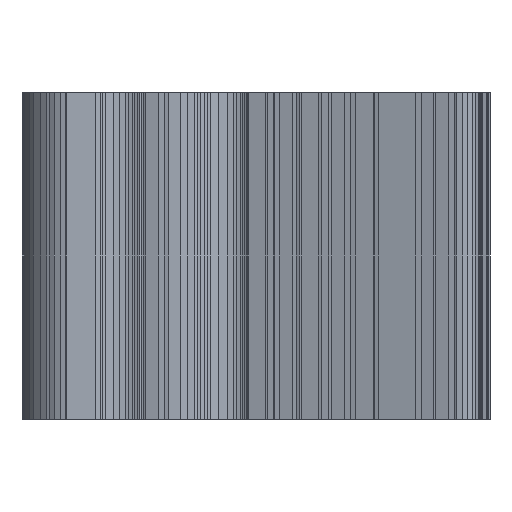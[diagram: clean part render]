
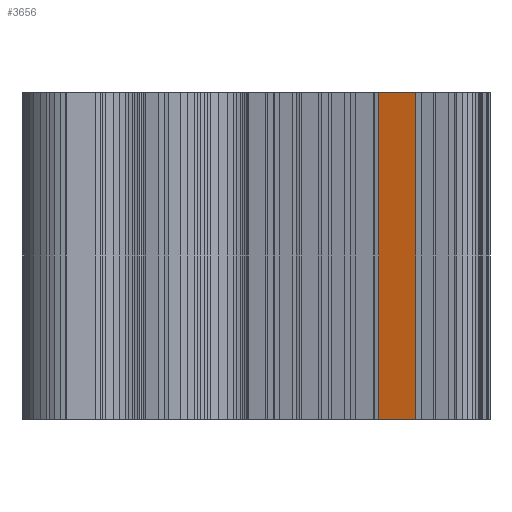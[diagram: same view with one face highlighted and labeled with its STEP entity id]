
A CAD part, left-side view. The second image highlights one B-rep face of the part: STEP entity #3656.
In plain terms, the highlighted planar face has unit normal (-0.958, 0.286, 0).
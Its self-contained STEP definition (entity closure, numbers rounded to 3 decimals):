
#3656=ADVANCED_FACE('',(#7696),#7697,.T.);
#7696=FACE_OUTER_BOUND('',#12129,.T.);
#7697=PLANE('',#12130);
#12129=EDGE_LOOP('',(#21956,#21957,#21958,#21959));
#12130=AXIS2_PLACEMENT_3D('',#21960,#21961,#21962);
#21956=ORIENTED_EDGE('',*,*,#32336,.T.);
#21957=ORIENTED_EDGE('',*,*,#32337,.F.);
#21958=ORIENTED_EDGE('',*,*,#32338,.T.);
#21959=ORIENTED_EDGE('',*,*,#32333,.T.);
#21960=CARTESIAN_POINT('',(-0.394,-0.086,0.0));
#21961=DIRECTION('',(-0.958,0.286,0.0));
#21962=DIRECTION('',(-0.286,-0.958,0.0));
#32333=EDGE_CURVE('',#40373,#40371,#40374,.T.);
#32336=EDGE_CURVE('',#40371,#40377,#40378,.T.);
#32337=EDGE_CURVE('',#40379,#40377,#40380,.T.);
#32338=EDGE_CURVE('',#40379,#40373,#40381,.T.);
#40371=VERTEX_POINT('',#52426);
#40373=VERTEX_POINT('',#52429);
#40374=LINE('',#52430,#52431);
#40377=VERTEX_POINT('',#52435);
#40378=LINE('',#52436,#52437);
#40379=VERTEX_POINT('',#52438);
#40380=LINE('',#52439,#52440);
#40381=LINE('',#52441,#52442);
#52426=CARTESIAN_POINT('',(-0.398,-0.098,0.2));
#52429=CARTESIAN_POINT('',(-0.398,-0.098,0.0));
#52430=CARTESIAN_POINT('',(-0.398,-0.098,0.0));
#52431=VECTOR('',#59173,1.0);
#52435=CARTESIAN_POINT('',(-0.391,-0.075,0.2));
#52436=CARTESIAN_POINT('',(-0.391,-0.075,0.2));
#52437=VECTOR('',#59175,1.0);
#52438=CARTESIAN_POINT('',(-0.391,-0.075,0.0));
#52439=CARTESIAN_POINT('',(-0.391,-0.075,0.0));
#52440=VECTOR('',#59176,1.0);
#52441=CARTESIAN_POINT('',(-0.391,-0.075,0.0));
#52442=VECTOR('',#59177,1.0);
#59173=DIRECTION('',(0.0,0.0,1.0));
#59175=DIRECTION('',(0.286,0.958,0.0));
#59176=DIRECTION('',(0.0,0.0,1.0));
#59177=DIRECTION('',(-0.286,-0.958,0.0));
